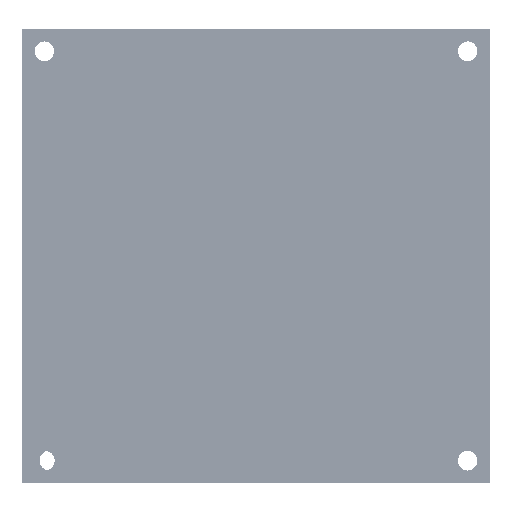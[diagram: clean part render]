
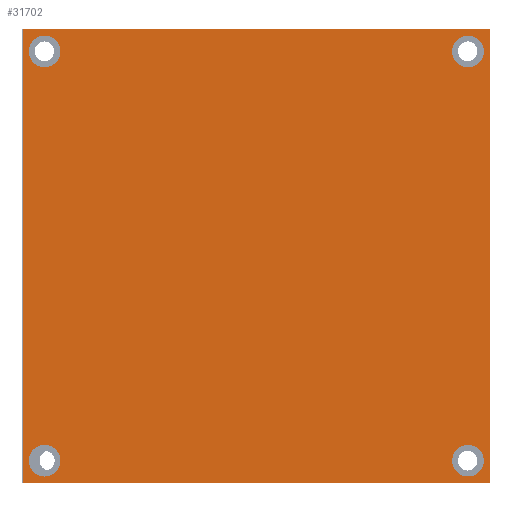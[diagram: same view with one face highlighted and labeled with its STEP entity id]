
A CAD part, left-side view. The second image highlights one B-rep face of the part: STEP entity #31702.
In plain terms, the highlighted planar face has unit normal (-1, 0, 0).
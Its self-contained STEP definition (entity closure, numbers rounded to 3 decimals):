
#2044=FACE_BOUND('',#6906,.T.);
#2045=FACE_BOUND('',#6907,.T.);
#2046=FACE_BOUND('',#6908,.T.);
#2047=FACE_BOUND('',#6909,.T.);
#3190=CIRCLE('',#34745,2.7);
#3192=CIRCLE('',#34748,2.7);
#3194=CIRCLE('',#34751,2.7);
#3196=CIRCLE('',#34754,2.7);
#4982=FACE_OUTER_BOUND('',#6905,.T.);
#6905=EDGE_LOOP('',(#29087,#29088,#29089,#29090));
#6906=EDGE_LOOP('',(#29091));
#6907=EDGE_LOOP('',(#29092));
#6908=EDGE_LOOP('',(#29093));
#6909=EDGE_LOOP('',(#29094));
#9696=LINE('',#57628,#12485);
#9698=LINE('',#57632,#12487);
#9700=LINE('',#57636,#12489);
#9702=LINE('',#57639,#12491);
#12485=VECTOR('',#43466,10.);
#12487=VECTOR('',#43470,10.);
#12489=VECTOR('',#43474,10.);
#12491=VECTOR('',#43478,10.);
#15334=VERTEX_POINT('',#57602);
#15336=VERTEX_POINT('',#57608);
#15338=VERTEX_POINT('',#57614);
#15340=VERTEX_POINT('',#57620);
#15341=VERTEX_POINT('',#57625);
#15342=VERTEX_POINT('',#57627);
#15343=VERTEX_POINT('',#57631);
#15344=VERTEX_POINT('',#57635);
#19917=EDGE_CURVE('',#15334,#15334,#3190,.T.);
#19920=EDGE_CURVE('',#15336,#15336,#3192,.T.);
#19923=EDGE_CURVE('',#15338,#15338,#3194,.T.);
#19926=EDGE_CURVE('',#15340,#15340,#3196,.T.);
#19928=EDGE_CURVE('',#15342,#15341,#9696,.T.);
#19930=EDGE_CURVE('',#15341,#15343,#9698,.T.);
#19932=EDGE_CURVE('',#15343,#15344,#9700,.T.);
#19934=EDGE_CURVE('',#15344,#15342,#9702,.T.);
#29087=ORIENTED_EDGE('',*,*,#19934,.T.);
#29088=ORIENTED_EDGE('',*,*,#19928,.T.);
#29089=ORIENTED_EDGE('',*,*,#19930,.T.);
#29090=ORIENTED_EDGE('',*,*,#19932,.T.);
#29091=ORIENTED_EDGE('',*,*,#19923,.F.);
#29092=ORIENTED_EDGE('',*,*,#19920,.F.);
#29093=ORIENTED_EDGE('',*,*,#19926,.F.);
#29094=ORIENTED_EDGE('',*,*,#19917,.F.);
#29914=PLANE('',#34760);
#31702=ADVANCED_FACE('',(#4982,#2044,#2045,#2046,#2047),#29914,.F.);
#34745=AXIS2_PLACEMENT_3D('',#57604,#43438,#43439);
#34748=AXIS2_PLACEMENT_3D('',#57610,#43445,#43446);
#34751=AXIS2_PLACEMENT_3D('',#57616,#43452,#43453);
#34754=AXIS2_PLACEMENT_3D('',#57622,#43459,#43460);
#34760=AXIS2_PLACEMENT_3D('',#57640,#43479,#43480);
#43438=DIRECTION('center_axis',(-1.,0.,0.));
#43439=DIRECTION('ref_axis',(0.,1.,0.));
#43445=DIRECTION('center_axis',(-1.,0.,0.));
#43446=DIRECTION('ref_axis',(0.,1.,0.));
#43452=DIRECTION('center_axis',(-1.,0.,0.));
#43453=DIRECTION('ref_axis',(0.,1.,0.));
#43459=DIRECTION('center_axis',(-1.,0.,0.));
#43460=DIRECTION('ref_axis',(0.,1.,0.));
#43466=DIRECTION('',(0.,0.,1.));
#43470=DIRECTION('',(0.,1.,0.));
#43474=DIRECTION('',(0.,0.,-1.));
#43478=DIRECTION('',(0.,-1.,0.));
#43479=DIRECTION('center_axis',(1.,0.,0.));
#43480=DIRECTION('ref_axis',(0.,1.,0.));
#57602=CARTESIAN_POINT('',(0.,-79.953,29.162));
#57604=CARTESIAN_POINT('Origin',(0.,-77.253,29.162));
#57608=CARTESIAN_POINT('',(0.,-79.953,-40.588));
#57610=CARTESIAN_POINT('Origin',(0.,-77.253,-40.588));
#57614=CARTESIAN_POINT('',(0.,-7.796,-40.588));
#57616=CARTESIAN_POINT('Origin',(0.,-5.096,-40.588));
#57620=CARTESIAN_POINT('',(0.,-7.796,29.162));
#57622=CARTESIAN_POINT('Origin',(0.,-5.096,29.162));
#57625=CARTESIAN_POINT('',(0.,-81.003,32.912));
#57627=CARTESIAN_POINT('',(0.,-81.003,-44.338));
#57628=CARTESIAN_POINT('',(0.,-81.003,-44.338));
#57631=CARTESIAN_POINT('',(0.,-1.346,32.912));
#57632=CARTESIAN_POINT('',(0.,-81.003,32.912));
#57635=CARTESIAN_POINT('',(0.,-1.346,-44.338));
#57636=CARTESIAN_POINT('',(0.,-1.346,32.912));
#57639=CARTESIAN_POINT('',(0.,-1.346,-44.338));
#57640=CARTESIAN_POINT('Origin',(0.,-41.175,
-5.713));
